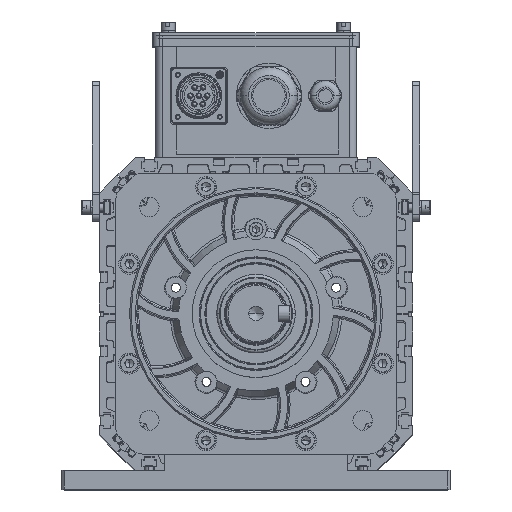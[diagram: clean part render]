
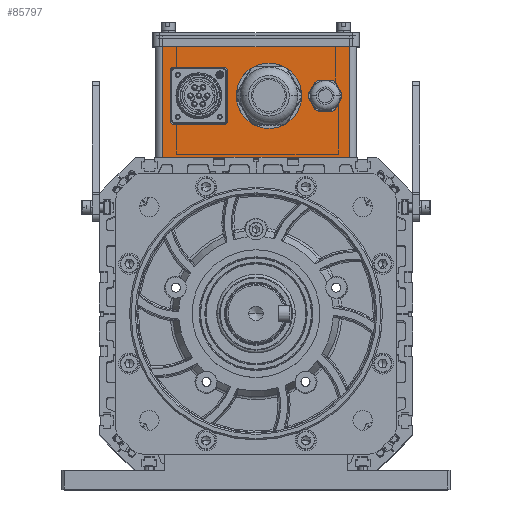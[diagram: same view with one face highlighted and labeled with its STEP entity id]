
A CAD part, top view. The second image highlights one B-rep face of the part: STEP entity #85797.
In plain terms, the highlighted planar face has unit normal (0, 0, 1).
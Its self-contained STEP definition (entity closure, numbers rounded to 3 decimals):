
#277 = EDGE_CURVE ( 'NONE', #133419, #56641, #122266, .T. ) ;
#952 = CARTESIAN_POINT ( 'NONE',  ( 9.25, 137.25, 3. ) ) ;
#1277 = CARTESIAN_POINT ( 'NONE',  ( -66.75, 196.5, 3. ) ) ;
#3469 = DIRECTION ( 'NONE',  ( 0., -1., 0. ) ) ;
#3548 = CARTESIAN_POINT ( 'NONE',  ( -59., 135.25, 3. ) ) ;
#3623 = CARTESIAN_POINT ( 'NONE',  ( -61., 173.75, 3. ) ) ;
#4681 = CIRCLE ( 'NONE', #121955, 10. ) ;
#8356 = CARTESIAN_POINT ( 'NONE',  ( -59., 173.75, 3. ) ) ;
#8962 = EDGE_LOOP ( 'NONE', ( #101177, #29017, #76646, #24548 ) ) ;
#10194 = ORIENTED_EDGE ( 'NONE', *, *, #61252, .F. ) ;
#10759 = ORIENTED_EDGE ( 'NONE', *, *, #122924, .F. ) ;
#13414 = ORIENTED_EDGE ( 'NONE', *, *, #106062, .F. ) ;
#16589 = CARTESIAN_POINT ( 'NONE',  ( 66.75, 196.5, 3. ) ) ;
#17429 = LINE ( 'NONE', #83661, #68599 ) ;
#17843 = DIRECTION ( 'NONE',  ( 1., 0., 0. ) ) ;
#18853 = EDGE_CURVE ( 'NONE', #36761, #95618, #112602, .T. ) ;
#19071 = VECTOR ( 'NONE', #17843, 1000. ) ;
#20132 = AXIS2_PLACEMENT_3D ( 'NONE', #92187, #138226, #136127 ) ;
#20395 = EDGE_CURVE ( 'NONE', #94634, #127802, #40897, .T. ) ;
#23280 = DIRECTION ( 'NONE',  ( 1., 0., 0. ) ) ;
#24548 = ORIENTED_EDGE ( 'NONE', *, *, #73187, .T. ) ;
#24637 = VERTEX_POINT ( 'NONE', #1277 ) ;
#26019 = VECTOR ( 'NONE', #126758, 1000. ) ;
#26737 = LINE ( 'NONE', #16589, #37438 ) ;
#27133 = VECTOR ( 'NONE', #23280, 1000. ) ;
#27259 = DIRECTION ( 'NONE',  ( 1., 0., 0. ) ) ;
#29001 = DIRECTION ( 'NONE',  ( -1., 0., 0. ) ) ;
#29017 = ORIENTED_EDGE ( 'NONE', *, *, #141558, .F. ) ;
#31215 = PLANE ( 'NONE',  #118096 ) ;
#31928 = FACE_OUTER_BOUND ( 'NONE', #8962, .T. ) ;
#34739 = EDGE_LOOP ( 'NONE', ( #60307, #10194 ) ) ;
#36761 = VERTEX_POINT ( 'NONE', #40914 ) ;
#37438 = VECTOR ( 'NONE', #60484, 1000. ) ;
#39238 = CIRCLE ( 'NONE', #55288, 2. ) ;
#39603 = CARTESIAN_POINT ( 'NONE',  ( -59., 137.25, 3. ) ) ;
#39635 = LINE ( 'NONE', #92221, #26019 ) ;
#40047 = VERTEX_POINT ( 'NONE', #60171 ) ;
#40897 = LINE ( 'NONE', #96266, #19071 ) ;
#40914 = CARTESIAN_POINT ( 'NONE',  ( -61., 137.25, 3. ) ) ;
#43040 = CARTESIAN_POINT ( 'NONE',  ( -20.5, 173.75, 3. ) ) ;
#44160 = EDGE_CURVE ( 'NONE', #119698, #36761, #39635, .T. ) ;
#44889 = ORIENTED_EDGE ( 'NONE', *, *, #133586, .F. ) ;
#45279 = CARTESIAN_POINT ( 'NONE',  ( -22.5, 137.25, 3. ) ) ;
#45912 = DIRECTION ( 'NONE',  ( 0., 1., 0. ) ) ;
#46786 = FACE_BOUND ( 'NONE', #61568, .T. ) ;
#48977 = DIRECTION ( 'NONE',  ( 0., 0., 1. ) ) ;
#50142 = EDGE_CURVE ( 'NONE', #100437, #117622, #121252, .T. ) ;
#50561 = AXIS2_PLACEMENT_3D ( 'NONE', #39603, #74824, #84926 ) ;
#51357 = LINE ( 'NONE', #106049, #54641 ) ;
#52970 = EDGE_CURVE ( 'NONE', #127225, #109413, #17429, .T. ) ;
#53556 = CARTESIAN_POINT ( 'NONE',  ( -22.5, 175.75, 3. ) ) ;
#54641 = VECTOR ( 'NONE', #60007, 1000. ) ;
#54712 = EDGE_CURVE ( 'NONE', #117622, #100437, #4681, .T. ) ;
#55288 = AXIS2_PLACEMENT_3D ( 'NONE', #45279, #90579, #3469 ) ;
#56641 = VERTEX_POINT ( 'NONE', #952 ) ;
#59166 = LINE ( 'NONE', #80084, #27133 ) ;
#59757 = CARTESIAN_POINT ( 'NONE',  ( -22.5, 173.75, 3. ) ) ;
#60007 = DIRECTION ( 'NONE',  ( 0., 1., 0. ) ) ;
#60171 = CARTESIAN_POINT ( 'NONE',  ( 66.75, 196.5, 3. ) ) ;
#60307 = ORIENTED_EDGE ( 'NONE', *, *, #277, .F. ) ;
#60484 = DIRECTION ( 'NONE',  ( 0., -1., 0. ) ) ;
#61252 = EDGE_CURVE ( 'NONE', #56641, #133419, #139653, .T. ) ;
#61413 = AXIS2_PLACEMENT_3D ( 'NONE', #100411, #102533, #91057 ) ;
#61568 = EDGE_LOOP ( 'NONE', ( #83435, #78202, #131793, #118928, #13414, #122196, #10759, #44889 ) ) ;
#62256 = CARTESIAN_POINT ( 'NONE',  ( -22.5, 135.25, 3. ) ) ;
#62423 = AXIS2_PLACEMENT_3D ( 'NONE', #99473, #107457, #131947 ) ;
#64108 = LINE ( 'NONE', #86432, #80299 ) ;
#64541 = VERTEX_POINT ( 'NONE', #43040 ) ;
#68599 = VECTOR ( 'NONE', #29001, 1000. ) ;
#70310 = EDGE_CURVE ( 'NONE', #24637, #40047, #59166, .T. ) ;
#71017 = DIRECTION ( 'NONE',  ( 0., -1., 0. ) ) ;
#73187 = EDGE_CURVE ( 'NONE', #24637, #94634, #64108, .T. ) ;
#74824 = DIRECTION ( 'NONE',  ( 0., 0., 1. ) ) ;
#75073 = FACE_BOUND ( 'NONE', #139387, .T. ) ;
#76233 = DIRECTION ( 'NONE',  ( 0., -1., 0. ) ) ;
#76646 = ORIENTED_EDGE ( 'NONE', *, *, #70310, .F. ) ;
#78202 = ORIENTED_EDGE ( 'NONE', *, *, #44160, .F. ) ;
#78439 = DIRECTION ( 'NONE',  ( 0., -1., 0. ) ) ;
#80084 = CARTESIAN_POINT ( 'NONE',  ( -66.75, 196.5, 3. ) ) ;
#80299 = VECTOR ( 'NONE', #97188, 1000. ) ;
#83435 = ORIENTED_EDGE ( 'NONE', *, *, #18853, .F. ) ;
#83661 = CARTESIAN_POINT ( 'NONE',  ( -59., 175.75, 3. ) ) ;
#84926 = DIRECTION ( 'NONE',  ( 0., 1., 0. ) ) ;
#85797 = ADVANCED_FACE ( 'NONE', ( #100030, #75073, #31928, #46786 ), #31215, .F. ) ;
#86432 = CARTESIAN_POINT ( 'NONE',  ( -66.75, 196.5, 3. ) ) ;
#89880 = CARTESIAN_POINT ( 'NONE',  ( 9.25, 173.75, 3. ) ) ;
#90579 = DIRECTION ( 'NONE',  ( 0., 0., 1. ) ) ;
#90676 = CARTESIAN_POINT ( 'NONE',  ( -66.75, 196.5, 3. ) ) ;
#91057 = DIRECTION ( 'NONE',  ( 0., 1., 0. ) ) ;
#91130 = EDGE_CURVE ( 'NONE', #109413, #119698, #112089, .T. ) ;
#92187 = CARTESIAN_POINT ( 'NONE',  ( 9.25, 155.5, 3. ) ) ;
#92221 = CARTESIAN_POINT ( 'NONE',  ( -61., 173.75, 3. ) ) ;
#94634 = VERTEX_POINT ( 'NONE', #116997 ) ;
#95618 = VERTEX_POINT ( 'NONE', #3548 ) ;
#96266 = CARTESIAN_POINT ( 'NONE',  ( -66.75, 111.5, 3. ) ) ;
#96314 = CARTESIAN_POINT ( 'NONE',  ( -20.5, 137.25, 3. ) ) ;
#97188 = DIRECTION ( 'NONE',  ( 0., -1., 0. ) ) ;
#97483 = CIRCLE ( 'NONE', #127434, 2. ) ;
#98240 = VERTEX_POINT ( 'NONE', #96314 ) ;
#99473 = CARTESIAN_POINT ( 'NONE',  ( 9.25, 155.5, 3. ) ) ;
#100030 = FACE_BOUND ( 'NONE', #34739, .T. ) ;
#100411 = CARTESIAN_POINT ( 'NONE',  ( 49.25, 155.5, 3. ) ) ;
#100437 = VERTEX_POINT ( 'NONE', #121161 ) ;
#101177 = ORIENTED_EDGE ( 'NONE', *, *, #20395, .T. ) ;
#102533 = DIRECTION ( 'NONE',  ( 0., 0., 1. ) ) ;
#104101 = DIRECTION ( 'NONE',  ( 0., 0., 1. ) ) ;
#106049 = CARTESIAN_POINT ( 'NONE',  ( -20.5, 173.75, 3. ) ) ;
#106062 = EDGE_CURVE ( 'NONE', #64541, #127225, #97483, .T. ) ;
#107457 = DIRECTION ( 'NONE',  ( 0., 0., 1. ) ) ;
#109413 = VERTEX_POINT ( 'NONE', #137531 ) ;
#110271 = VERTEX_POINT ( 'NONE', #62256 ) ;
#111391 = CARTESIAN_POINT ( 'NONE',  ( 49.25, 155.5, 3. ) ) ;
#112089 = CIRCLE ( 'NONE', #139775, 2. ) ;
#112602 = CIRCLE ( 'NONE', #50561, 2. ) ;
#115708 = CARTESIAN_POINT ( 'NONE',  ( -59., 135.25, 3. ) ) ;
#116997 = CARTESIAN_POINT ( 'NONE',  ( -66.75, 111.5, 3. ) ) ;
#117622 = VERTEX_POINT ( 'NONE', #122732 ) ;
#118096 = AXIS2_PLACEMENT_3D ( 'NONE', #90676, #129831, #78439 ) ;
#118928 = ORIENTED_EDGE ( 'NONE', *, *, #52970, .F. ) ;
#119698 = VERTEX_POINT ( 'NONE', #3623 ) ;
#120317 = ORIENTED_EDGE ( 'NONE', *, *, #54712, .F. ) ;
#121161 = CARTESIAN_POINT ( 'NONE',  ( 49.25, 165.5, 3. ) ) ;
#121252 = CIRCLE ( 'NONE', #61413, 10. ) ;
#121955 = AXIS2_PLACEMENT_3D ( 'NONE', #111391, #128949, #45912 ) ;
#122196 = ORIENTED_EDGE ( 'NONE', *, *, #137488, .F. ) ;
#122266 = CIRCLE ( 'NONE', #62423, 18.25 ) ;
#122732 = CARTESIAN_POINT ( 'NONE',  ( 49.25, 145.5, 3. ) ) ;
#122924 = EDGE_CURVE ( 'NONE', #110271, #98240, #39238, .T. ) ;
#123392 = ORIENTED_EDGE ( 'NONE', *, *, #50142, .F. ) ;
#125851 = LINE ( 'NONE', #115708, #127415 ) ;
#126758 = DIRECTION ( 'NONE',  ( 0., -1., 0. ) ) ;
#127225 = VERTEX_POINT ( 'NONE', #53556 ) ;
#127415 = VECTOR ( 'NONE', #27259, 1000. ) ;
#127434 = AXIS2_PLACEMENT_3D ( 'NONE', #59757, #48977, #76233 ) ;
#127802 = VERTEX_POINT ( 'NONE', #141244 ) ;
#128949 = DIRECTION ( 'NONE',  ( 0., 0., 1. ) ) ;
#129831 = DIRECTION ( 'NONE',  ( 0., 0., -1. ) ) ;
#131793 = ORIENTED_EDGE ( 'NONE', *, *, #91130, .F. ) ;
#131947 = DIRECTION ( 'NONE',  ( 0., 1., 0. ) ) ;
#133419 = VERTEX_POINT ( 'NONE', #89880 ) ;
#133586 = EDGE_CURVE ( 'NONE', #95618, #110271, #125851, .T. ) ;
#136127 = DIRECTION ( 'NONE',  ( 0., 1., 0. ) ) ;
#137488 = EDGE_CURVE ( 'NONE', #98240, #64541, #51357, .T. ) ;
#137531 = CARTESIAN_POINT ( 'NONE',  ( -59., 175.75, 3. ) ) ;
#138226 = DIRECTION ( 'NONE',  ( 0., 0., 1. ) ) ;
#139387 = EDGE_LOOP ( 'NONE', ( #123392, #120317 ) ) ;
#139653 = CIRCLE ( 'NONE', #20132, 18.25 ) ;
#139775 = AXIS2_PLACEMENT_3D ( 'NONE', #8356, #104101, #71017 ) ;
#141244 = CARTESIAN_POINT ( 'NONE',  ( 66.75, 111.5, 3. ) ) ;
#141558 = EDGE_CURVE ( 'NONE', #40047, #127802, #26737, .T. ) ;
